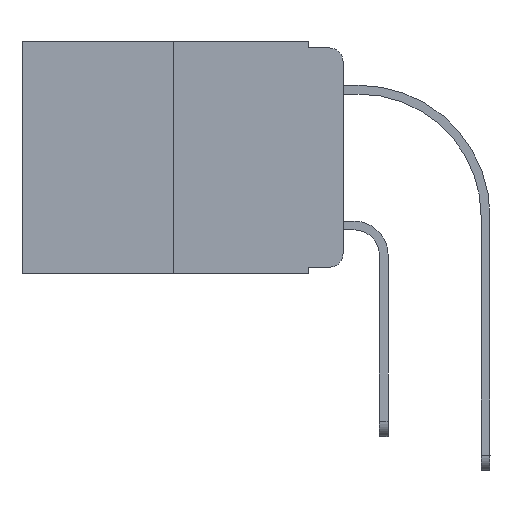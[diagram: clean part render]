
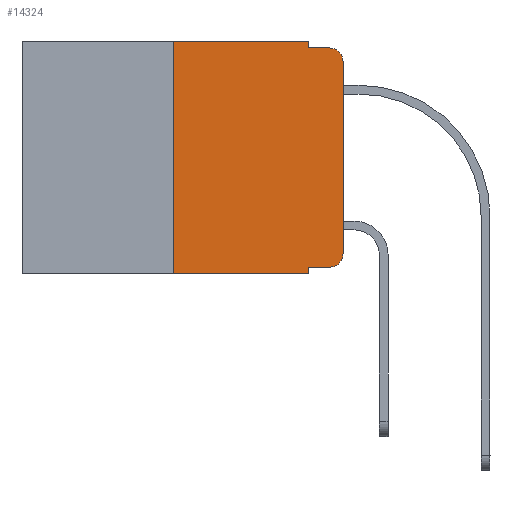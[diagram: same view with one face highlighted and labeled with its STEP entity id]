
A CAD part, left-side view. The second image highlights one B-rep face of the part: STEP entity #14324.
In plain terms, the highlighted planar face has unit normal (-1, 0, 0).
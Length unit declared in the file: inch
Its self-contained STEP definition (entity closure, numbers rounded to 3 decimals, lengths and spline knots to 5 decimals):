
#345 = VECTOR ( 'NONE', #7463, 39.37008 ) ;
#553 = DIRECTION ( 'NONE',  ( 0., -1., 0. ) ) ;
#811 = EDGE_CURVE ( 'NONE', #12157, #7152, #10571, .T. ) ;
#1379 = LINE ( 'NONE', #6278, #4267 ) ;
#1509 = EDGE_CURVE ( 'NONE', #7152, #14925, #7622, .T. ) ;
#1602 = LINE ( 'NONE', #6481, #9083 ) ;
#1886 = PLANE ( 'NONE',  #10629 ) ;
#1897 = CARTESIAN_POINT ( 'NONE',  ( 0., 0.051, -0.01 ) ) ;
#2578 = CARTESIAN_POINT ( 'NONE',  ( 0., 0.051, 0. ) ) ;
#2628 = ORIENTED_EDGE ( 'NONE', *, *, #12150, .F. ) ;
#2848 = CARTESIAN_POINT ( 'NONE',  ( 0., 0., -0.313 ) ) ;
#3051 = CARTESIAN_POINT ( 'NONE',  ( 0., 0.051, -0.01 ) ) ;
#3331 = VECTOR ( 'NONE', #13410, 39.37008 ) ;
#3359 = CARTESIAN_POINT ( 'NONE',  ( 0., 0.02, -0.03 ) ) ;
#3372 = EDGE_CURVE ( 'NONE', #9119, #14925, #3728, .T. ) ;
#3512 = VERTEX_POINT ( 'NONE', #8654 ) ;
#3599 = DIRECTION ( 'NONE',  ( 0., 0., -1. ) ) ;
#3617 = CARTESIAN_POINT ( 'NONE',  ( 0., 0.02, -0.01 ) ) ;
#3728 = CIRCLE ( 'NONE', #8848, 0.02 ) ;
#3730 = VECTOR ( 'NONE', #5445, 39.37008 ) ;
#3991 = CARTESIAN_POINT ( 'NONE',  ( 0., 0.473, -0.343 ) ) ;
#4267 = VECTOR ( 'NONE', #11016, 39.37008 ) ;
#4374 = FACE_OUTER_BOUND ( 'NONE', #15144, .T. ) ;
#4750 = EDGE_CURVE ( 'NONE', #15580, #9119, #7322, .T. ) ;
#4827 = CARTESIAN_POINT ( 'NONE',  ( 0., 0.25, 0. ) ) ;
#4917 = VECTOR ( 'NONE', #7946, 39.37008 ) ;
#4930 = ORIENTED_EDGE ( 'NONE', *, *, #11098, .F. ) ;
#5087 = EDGE_CURVE ( 'NONE', #3512, #5297, #14424, .T. ) ;
#5286 = CARTESIAN_POINT ( 'NONE',  ( 0., 0.02, -0.333 ) ) ;
#5297 = VERTEX_POINT ( 'NONE', #5286 ) ;
#5445 = DIRECTION ( 'NONE',  ( 0., -1., 0. ) ) ;
#5825 = VECTOR ( 'NONE', #15397, 39.37008 ) ;
#6047 = EDGE_CURVE ( 'NONE', #14413, #14958, #1379, .T. ) ;
#6244 = ORIENTED_EDGE ( 'NONE', *, *, #5087, .T. ) ;
#6278 = CARTESIAN_POINT ( 'NONE',  ( 0., 0.25, 0. ) ) ;
#6469 = ORIENTED_EDGE ( 'NONE', *, *, #15089, .T. ) ;
#6481 = CARTESIAN_POINT ( 'NONE',  ( 0., 0.473, 0. ) ) ;
#6933 = DIRECTION ( 'NONE',  ( 1., 0., 0. ) ) ;
#7037 = ORIENTED_EDGE ( 'NONE', *, *, #3372, .T. ) ;
#7152 = VERTEX_POINT ( 'NONE', #1897 ) ;
#7322 = LINE ( 'NONE', #8532, #3331 ) ;
#7463 = DIRECTION ( 'NONE',  ( 0., 0., -1. ) ) ;
#7622 = LINE ( 'NONE', #3051, #4917 ) ;
#7919 = CARTESIAN_POINT ( 'NONE',  ( 0., 0.051, 0. ) ) ;
#7946 = DIRECTION ( 'NONE',  ( 0., -1., 0. ) ) ;
#8216 = CARTESIAN_POINT ( 'NONE',  ( 0., 0.25, -0.343 ) ) ;
#8239 = DIRECTION ( 'NONE',  ( -1., 0., 0. ) ) ;
#8532 = CARTESIAN_POINT ( 'NONE',  ( 0., 0., 0. ) ) ;
#8610 = AXIS2_PLACEMENT_3D ( 'NONE', #13190, #13734, #13592 ) ;
#8654 = CARTESIAN_POINT ( 'NONE',  ( 0., 0.051, -0.333 ) ) ;
#8846 = ORIENTED_EDGE ( 'NONE', *, *, #1509, .F. ) ;
#8848 = AXIS2_PLACEMENT_3D ( 'NONE', #3359, #8239, #3599 ) ;
#9083 = VECTOR ( 'NONE', #553, 39.37008 ) ;
#9119 = VERTEX_POINT ( 'NONE', #11978 ) ;
#9963 = EDGE_CURVE ( 'NONE', #5297, #15580, #15501, .T. ) ;
#10571 = LINE ( 'NONE', #7919, #12708 ) ;
#10629 = AXIS2_PLACEMENT_3D ( 'NONE', #10632, #6933, #14069 ) ;
#10632 = CARTESIAN_POINT ( 'NONE',  ( 0., 0.473, 0. ) ) ;
#10924 = VERTEX_POINT ( 'NONE', #11307 ) ;
#11016 = DIRECTION ( 'NONE',  ( 0., 0., 1. ) ) ;
#11098 = EDGE_CURVE ( 'NONE', #14958, #12157, #1602, .T. ) ;
#11241 = CARTESIAN_POINT ( 'NONE',  ( 0., 0.051, 0. ) ) ;
#11307 = CARTESIAN_POINT ( 'NONE',  ( 0., 0.051, -0.343 ) ) ;
#11978 = CARTESIAN_POINT ( 'NONE',  ( 0., 0., -0.03 ) ) ;
#12150 = EDGE_CURVE ( 'NONE', #3512, #10924, #13559, .T. ) ;
#12157 = VERTEX_POINT ( 'NONE', #11241 ) ;
#12401 = ORIENTED_EDGE ( 'NONE', *, *, #9963, .T. ) ;
#12708 = VECTOR ( 'NONE', #12798, 39.37008 ) ;
#12798 = DIRECTION ( 'NONE',  ( 0., 0., -1. ) ) ;
#13190 = CARTESIAN_POINT ( 'NONE',  ( 0., 0.02, -0.313 ) ) ;
#13229 = CARTESIAN_POINT ( 'NONE',  ( 0., 0.051, -0.333 ) ) ;
#13410 = DIRECTION ( 'NONE',  ( 0., 0., 1. ) ) ;
#13559 = LINE ( 'NONE', #2578, #345 ) ;
#13592 = DIRECTION ( 'NONE',  ( 0., 0., -1. ) ) ;
#13734 = DIRECTION ( 'NONE',  ( -1., 0., 0. ) ) ;
#13872 = ORIENTED_EDGE ( 'NONE', *, *, #6047, .F. ) ;
#14069 = DIRECTION ( 'NONE',  ( 0., 0., -1. ) ) ;
#14324 = ADVANCED_FACE ( 'NONE', ( #4374 ), #1886, .F. ) ;
#14413 = VERTEX_POINT ( 'NONE', #8216 ) ;
#14424 = LINE ( 'NONE', #13229, #5825 ) ;
#14805 = ORIENTED_EDGE ( 'NONE', *, *, #811, .F. ) ;
#14900 = LINE ( 'NONE', #3991, #3730 ) ;
#14925 = VERTEX_POINT ( 'NONE', #3617 ) ;
#14958 = VERTEX_POINT ( 'NONE', #4827 ) ;
#15089 = EDGE_CURVE ( 'NONE', #14413, #10924, #14900, .T. ) ;
#15144 = EDGE_LOOP ( 'NONE', ( #15644, #7037, #8846, #14805, #4930, #13872, #6469, #2628, #6244, #12401 ) ) ;
#15397 = DIRECTION ( 'NONE',  ( 0., -1., 0. ) ) ;
#15501 = CIRCLE ( 'NONE', #8610, 0.02 ) ;
#15580 = VERTEX_POINT ( 'NONE', #2848 ) ;
#15644 = ORIENTED_EDGE ( 'NONE', *, *, #4750, .T. ) ;
